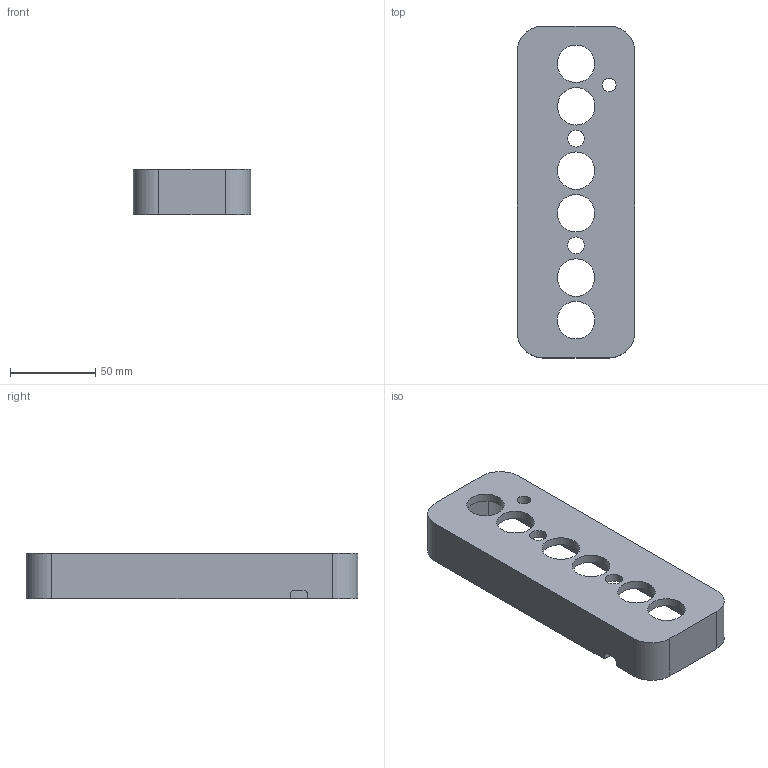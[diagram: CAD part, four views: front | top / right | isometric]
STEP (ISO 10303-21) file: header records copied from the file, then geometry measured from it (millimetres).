
FILE_DESCRIPTION(/* description */ (''),/* implementation_level */ '2;1');
FILE_NAME(/* name */ 'Nixie Tube Clock.step',/* time_stamp */ '2025-11-07T15:27:17Z',/* author */ (''),/* organization */ (''),/* preprocessor_version */ 'ST-DEVELOPER v20.1',/* originating_system */ 'Autodesk Translation Framework v14.17.0.0',/* authorisation */ '');
FILE_SCHEMA (('AUTOMOTIVE_DESIGN { 1 0 10303 214 3 1 1 }'));
Length unit declared in the file: millimetre
Products named in the file (1): 2025-11-05-12-53-28-767
Bounding box: 69 x 195 x 27 mm (x, y, z)
Volume: 107146.5 mm3; surface area: 47924.5 mm2
Topology: 1 solids, 1 shells, 33 faces, 93 edges, 62 vertices
Faces by surface type: cylinder 19, plane 14
Full cylindrical faces by diameter (mm): 8 x1, 10 x2, 22 x6
Entity records: 1154 total; most frequent: DIRECTION 199, CARTESIAN_POINT 189, ORIENTED_EDGE 186, EDGE_CURVE 93, AXIS2_PLACEMENT_3D 72, VERTEX_POINT 62, LINE 55, VECTOR 55
